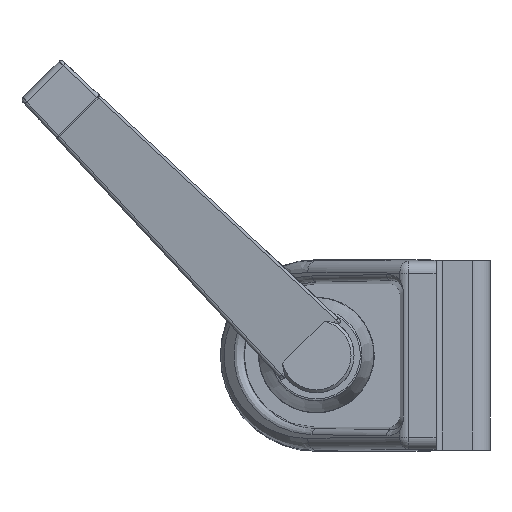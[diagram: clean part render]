
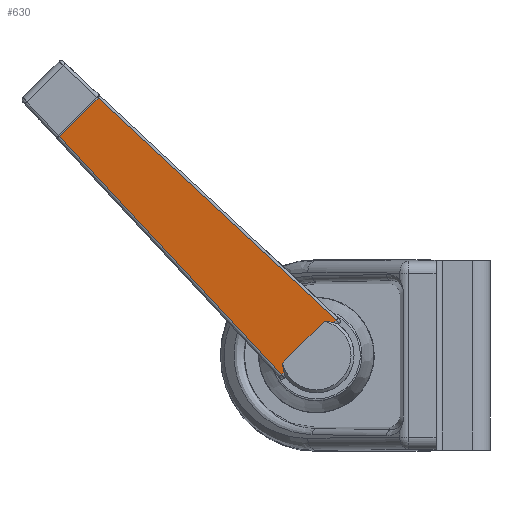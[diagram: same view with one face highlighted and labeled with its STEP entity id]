
A CAD part, top view. The second image highlights one B-rep face of the part: STEP entity #630.
In plain terms, the highlighted face is planar.
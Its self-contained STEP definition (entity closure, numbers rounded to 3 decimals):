
#129 = VERTEX_POINT ( 'NONE', #513 ) ;
#143 = ORIENTED_EDGE ( 'NONE', *, *, #4154, .T. ) ;
#193 = LINE ( 'NONE', #4082, #2414 ) ;
#251 = DIRECTION ( 'NONE',  ( 0., 0., -1. ) ) ;
#258 = VERTEX_POINT ( 'NONE', #848 ) ;
#296 = EDGE_CURVE ( 'NONE', #4440, #4034, #1875, .T. ) ;
#347 = VECTOR ( 'NONE', #3899, 1000. ) ;
#441 = CARTESIAN_POINT ( 'NONE',  ( -3.044, 28.5, 0. ) ) ;
#455 = VERTEX_POINT ( 'NONE', #1595 ) ;
#513 = CARTESIAN_POINT ( 'NONE',  ( -1.762, 28.186, -6.454 ) ) ;
#535 = DIRECTION ( 'NONE',  ( 0., 0., -1. ) ) ;
#623 = AXIS2_PLACEMENT_3D ( 'NONE', #1403, #3513, #1434 ) ;
#630 = ADVANCED_FACE ( 'NONE', ( #3728 ), #3160, .T. ) ;
#690 = CARTESIAN_POINT ( 'NONE',  ( -56.082, 41.471, -4.557 ) ) ;
#715 = CARTESIAN_POINT ( 'NONE',  ( -3.044, 28.5, -4.937 ) ) ;
#748 = CARTESIAN_POINT ( 'NONE',  ( -56.082, 41.471, -4.75 ) ) ;
#848 = CARTESIAN_POINT ( 'NONE',  ( -1.762, 28.186, -5.854 ) ) ;
#880 = EDGE_CURVE ( 'NONE', #2868, #1063, #1248, .T. ) ;
#1054 = CARTESIAN_POINT ( 'NONE',  ( -56.082, 41.471, 4.557 ) ) ;
#1063 = VERTEX_POINT ( 'NONE', #1054 ) ;
#1074 = LINE ( 'NONE', #2692, #1999 ) ;
#1098 = ORIENTED_EDGE ( 'NONE', *, *, #2939, .T. ) ;
#1153 = DIRECTION ( 'NONE',  ( -0.971, 0.237, 0.034 ) ) ;
#1215 = EDGE_CURVE ( 'NONE', #455, #4440, #1074, .T. ) ;
#1233 = LINE ( 'NONE', #3950, #2972 ) ;
#1248 = LINE ( 'NONE', #748, #2053 ) ;
#1403 = CARTESIAN_POINT ( 'NONE',  ( -1., 28., -4.75 ) ) ;
#1434 = DIRECTION ( 'NONE',  ( -0.971, 0.238, 0. ) ) ;
#1479 = CARTESIAN_POINT ( 'NONE',  ( -3.044, 28.5, 4.937 ) ) ;
#1514 = EDGE_LOOP ( 'NONE', ( #2157, #4080, #3286, #4147, #143, #1098, #3085, #2877 ) ) ;
#1595 = CARTESIAN_POINT ( 'NONE',  ( -1.762, 28.186, 6.454 ) ) ;
#1658 = CARTESIAN_POINT ( 'NONE',  ( -1.762, 28.186, 5.854 ) ) ;
#1668 = DIRECTION ( 'NONE',  ( 0.971, -0.237, 0.034 ) ) ;
#1685 = CARTESIAN_POINT ( 'NONE',  ( -2.654, 28.405, -5.289 ) ) ;
#1875 =( BOUNDED_CURVE ( )  B_SPLINE_CURVE ( 3, ( #3204, #2867, #3555, #1479 ),
 .UNSPECIFIED., .F., .F. ) 
 B_SPLINE_CURVE_WITH_KNOTS ( ( 4, 4 ),
 ( 2.092, 2.321 ),
 .UNSPECIFIED. ) 
 CURVE ( )  GEOMETRIC_REPRESENTATION_ITEM ( )  RATIONAL_B_SPLINE_CURVE ( ( 1., 0.996, 0.996, 1. ) ) 
 REPRESENTATION_ITEM ( '' )  );
#1999 = VECTOR ( 'NONE', #251, 1000. ) ;
#2053 = VECTOR ( 'NONE', #2488, 1000. ) ;
#2069 = CARTESIAN_POINT ( 'NONE',  ( -1.762, 28.186, -5.854 ) ) ;
#2157 = ORIENTED_EDGE ( 'NONE', *, *, #1215, .T. ) ;
#2237 = EDGE_CURVE ( 'NONE', #3486, #258, #3257, .T. ) ;
#2414 = VECTOR ( 'NONE', #1668, 1000. ) ;
#2488 = DIRECTION ( 'NONE',  ( 0., 0., 1. ) ) ;
#2592 = VECTOR ( 'NONE', #535, 1000. ) ;
#2686 = LINE ( 'NONE', #3643, #2592 ) ;
#2692 = CARTESIAN_POINT ( 'NONE',  ( -1.762, 28.186, -4.75 ) ) ;
#2867 = CARTESIAN_POINT ( 'NONE',  ( -2.225, 28.3, 5.597 ) ) ;
#2868 = VERTEX_POINT ( 'NONE', #690 ) ;
#2877 = ORIENTED_EDGE ( 'NONE', *, *, #3909, .T. ) ;
#2939 = EDGE_CURVE ( 'NONE', #129, #2868, #1233, .T. ) ;
#2972 = VECTOR ( 'NONE', #1153, 1000. ) ;
#3085 = ORIENTED_EDGE ( 'NONE', *, *, #880, .T. ) ;
#3160 = PLANE ( 'NONE',  #623 ) ;
#3204 = CARTESIAN_POINT ( 'NONE',  ( -1.762, 28.186, 5.854 ) ) ;
#3257 =( BOUNDED_CURVE ( )  B_SPLINE_CURVE ( 3, ( #3448, #1685, #4134, #2069 ),
 .UNSPECIFIED., .F., .F. ) 
 B_SPLINE_CURVE_WITH_KNOTS ( ( 4, 4 ),
 ( 3.962, 4.191 ),
 .UNSPECIFIED. ) 
 CURVE ( )  GEOMETRIC_REPRESENTATION_ITEM ( )  RATIONAL_B_SPLINE_CURVE ( ( 1., 0.996, 0.996, 1. ) ) 
 REPRESENTATION_ITEM ( '' )  );
#3286 = ORIENTED_EDGE ( 'NONE', *, *, #3999, .T. ) ;
#3448 = CARTESIAN_POINT ( 'NONE',  ( -3.044, 28.5, -4.937 ) ) ;
#3486 = VERTEX_POINT ( 'NONE', #715 ) ;
#3513 = DIRECTION ( 'NONE',  ( 0.238, 0.971, 0. ) ) ;
#3555 = CARTESIAN_POINT ( 'NONE',  ( -2.654, 28.405, 5.289 ) ) ;
#3643 = CARTESIAN_POINT ( 'NONE',  ( -1.762, 28.186, -4.75 ) ) ;
#3728 = FACE_OUTER_BOUND ( 'NONE', #1514, .T. ) ;
#3899 = DIRECTION ( 'NONE',  ( 0., 0., -1. ) ) ;
#3909 = EDGE_CURVE ( 'NONE', #1063, #455, #193, .T. ) ;
#3931 = CARTESIAN_POINT ( 'NONE',  ( -3.044, 28.5, 4.937 ) ) ;
#3950 = CARTESIAN_POINT ( 'NONE',  ( -1.057, 28.014, -6.478 ) ) ;
#3999 = EDGE_CURVE ( 'NONE', #4034, #3486, #4141, .T. ) ;
#4034 = VERTEX_POINT ( 'NONE', #3931 ) ;
#4080 = ORIENTED_EDGE ( 'NONE', *, *, #296, .T. ) ;
#4082 = CARTESIAN_POINT ( 'NONE',  ( -1.746, 28.182, 6.454 ) ) ;
#4134 = CARTESIAN_POINT ( 'NONE',  ( -2.225, 28.3, -5.597 ) ) ;
#4141 = LINE ( 'NONE', #441, #347 ) ;
#4147 = ORIENTED_EDGE ( 'NONE', *, *, #2237, .T. ) ;
#4154 = EDGE_CURVE ( 'NONE', #258, #129, #2686, .T. ) ;
#4440 = VERTEX_POINT ( 'NONE', #1658 ) ;
